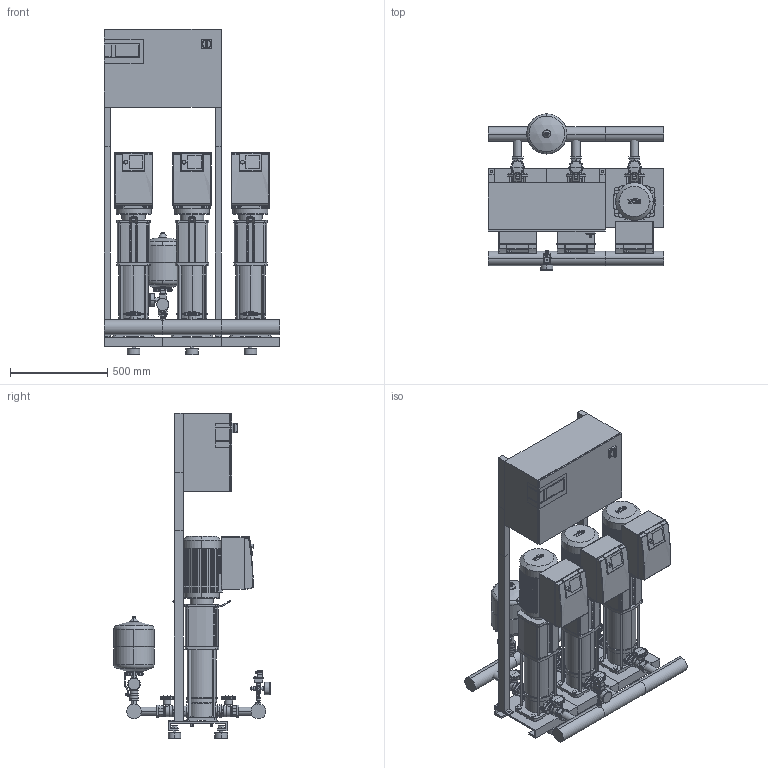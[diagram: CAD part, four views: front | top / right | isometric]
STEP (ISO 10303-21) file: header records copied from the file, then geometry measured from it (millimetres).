
FILE_DESCRIPTION((''),'2;1');
FILE_NAME('3d_COR-3HELIXVE608_K_CCE-01-2539328.stp','2015-10-02T14:59:01',(''),(''),'Mechanical Desktop 2009','Mechanical Desktop 2009',', , ');
FILE_SCHEMA(('CONFIG_CONTROL_DESIGN'));
Length unit declared in the file: millimetre
Products named in the file (1): Product
Bounding box: 900 x 802 x 1670 mm (x, y, z)
Volume: 168861285.6 mm3; surface area: 8554749.2 mm2
Topology: 155 solids, 155 shells, 5152 faces, 13412 edges, 8747 vertices
Faces by surface type: plane 2352, bspline 1285, cylinder 1224, cone 159, torus 86, sphere 46
Entity records: 167243 total; most frequent: CARTESIAN_POINT 41296, ORIENTED_EDGE 26712, DIRECTION 24330, EDGE_CURVE 13356, VECTOR 9098, LINE 9098, VERTEX_POINT 8740, AXIS2_PLACEMENT_3D 7616
